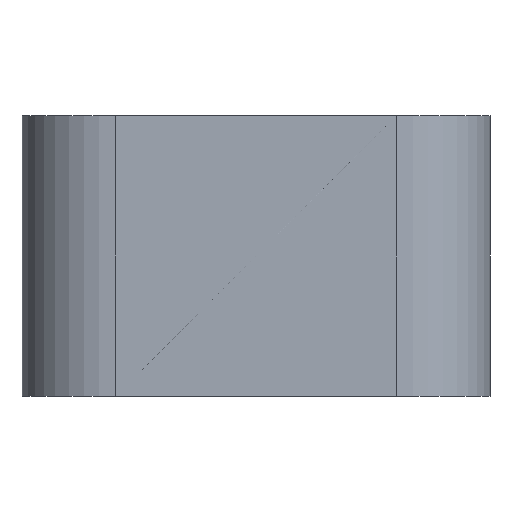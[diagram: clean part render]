
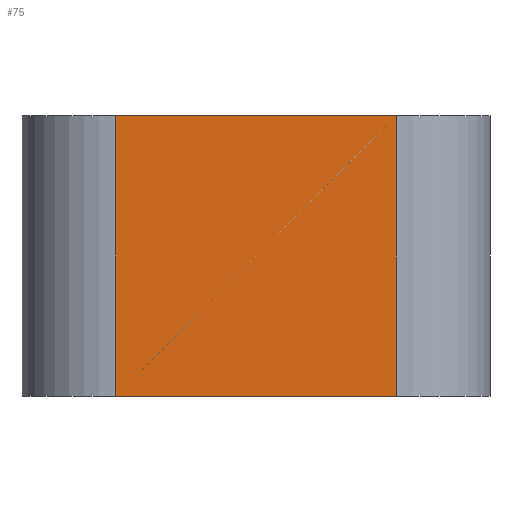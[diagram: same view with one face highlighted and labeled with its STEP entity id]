
A CAD part, left-side view. The second image highlights one B-rep face of the part: STEP entity #75.
In plain terms, the highlighted planar face has unit normal (-1, 0, 0).
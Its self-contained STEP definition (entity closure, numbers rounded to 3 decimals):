
#75 = ADVANCED_FACE( '', ( #172 ), #173, .F. );
#172 = FACE_OUTER_BOUND( '', #313, .T. );
#173 = PLANE( '', #314 );
#313 = EDGE_LOOP( '', ( #486, #487, #488, #489 ) );
#314 = AXIS2_PLACEMENT_3D( '', #490, #491, #492 );
#486 = ORIENTED_EDGE( '', *, *, #730, .T. );
#487 = ORIENTED_EDGE( '', *, *, #731, .F. );
#488 = ORIENTED_EDGE( '', *, *, #732, .F. );
#489 = ORIENTED_EDGE( '', *, *, #706, .T. );
#490 = CARTESIAN_POINT( '', ( -23., 7.5, 15. ) );
#491 = DIRECTION( '', ( 1., 0., 0. ) );
#492 = DIRECTION( '', ( 0., 0., -1. ) );
#706 = EDGE_CURVE( '', #817, #815, #818, .T. );
#730 = EDGE_CURVE( '', #815, #855, #856, .T. );
#731 = EDGE_CURVE( '', #857, #855, #858, .T. );
#732 = EDGE_CURVE( '', #817, #857, #859, .T. );
#815 = VERTEX_POINT( '', #970 );
#817 = VERTEX_POINT( '', #972 );
#818 = LINE( '', #973, #974 );
#855 = VERTEX_POINT( '', #1026 );
#856 = LINE( '', #1027, #1028 );
#857 = VERTEX_POINT( '', #1029 );
#858 = LINE( '', #1030, #1031 );
#859 = LINE( '', #1032, #1033 );
#970 = CARTESIAN_POINT( '', ( -23., 7.5, 0. ) );
#972 = CARTESIAN_POINT( '', ( -23., 7.5, 15. ) );
#973 = CARTESIAN_POINT( '', ( -23., 7.5, 15. ) );
#974 = VECTOR( '', #1151, 1000. );
#1026 = CARTESIAN_POINT( '', ( -23., -7.5, 0. ) );
#1027 = CARTESIAN_POINT( '', ( -23., 7.5, 0. ) );
#1028 = VECTOR( '', #1176, 1000. );
#1029 = CARTESIAN_POINT( '', ( -23., -7.5, 15. ) );
#1030 = CARTESIAN_POINT( '', ( -23., -7.5, 15. ) );
#1031 = VECTOR( '', #1177, 1000. );
#1032 = CARTESIAN_POINT( '', ( -23., 7.5, 15. ) );
#1033 = VECTOR( '', #1178, 1000. );
#1151 = DIRECTION( '', ( 0., 0., -1. ) );
#1176 = DIRECTION( '', ( 0., -1., 0. ) );
#1177 = DIRECTION( '', ( 0., 0., -1. ) );
#1178 = DIRECTION( '', ( 0., -1., 0. ) );
